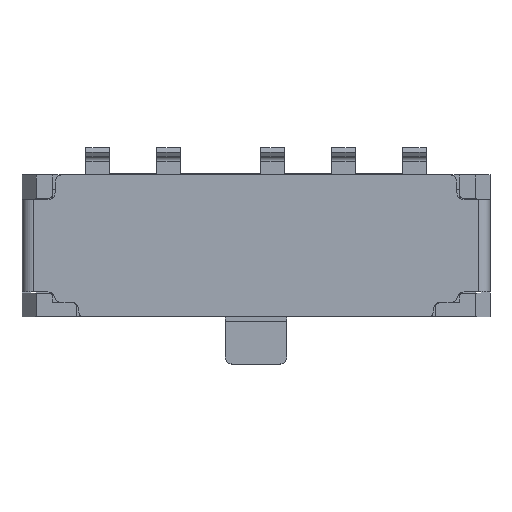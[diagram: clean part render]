
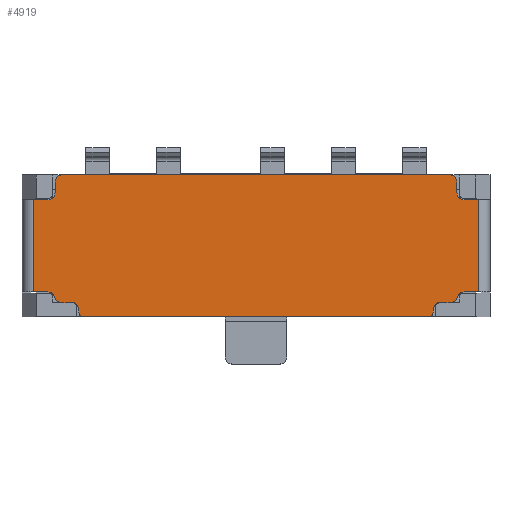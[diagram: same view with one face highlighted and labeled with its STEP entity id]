
A CAD part, top view. The second image highlights one B-rep face of the part: STEP entity #4919.
In plain terms, the highlighted planar face has unit normal (0, 0, 1).
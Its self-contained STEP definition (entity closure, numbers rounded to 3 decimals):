
#115=CIRCLE('',#5211,0.15);
#116=CIRCLE('',#5214,0.15);
#118=CIRCLE('',#5217,0.15);
#119=CIRCLE('',#5218,0.15);
#120=CIRCLE('',#5219,0.15);
#121=CIRCLE('',#5220,0.15);
#122=CIRCLE('',#5221,0.15);
#123=CIRCLE('',#5222,0.1);
#124=CIRCLE('',#5223,0.1);
#125=CIRCLE('',#5224,0.15);
#126=CIRCLE('',#5225,0.15);
#127=CIRCLE('',#5226,0.15);
#261=FACE_OUTER_BOUND('',#510,.T.);
#510=EDGE_LOOP('',(#3318,#3319,#3320,#3321,#3322,#3323,#3324,#3325,#3326,
#3327,#3328,#3329,#3330,#3331,#3332,#3333,#3334,#3335,#3336,#3337,#3338,
#3339,#3340,#3341,#3342,#3343));
#809=LINE('',#7169,#1415);
#811=LINE('',#7178,#1417);
#812=LINE('',#7182,#1418);
#813=LINE('',#7186,#1419);
#814=LINE('',#7188,#1420);
#815=LINE('',#7190,#1421);
#816=LINE('',#7196,#1422);
#817=LINE('',#7200,#1423);
#818=LINE('',#7204,#1424);
#819=LINE('',#7208,#1425);
#820=LINE('',#7212,#1426);
#821=LINE('',#7218,#1427);
#822=LINE('',#7220,#1428);
#823=LINE('',#7221,#1429);
#1415=VECTOR('',#5723,10.);
#1417=VECTOR('',#5733,10.);
#1418=VECTOR('',#5736,10.);
#1419=VECTOR('',#5739,10.);
#1420=VECTOR('',#5740,10.);
#1421=VECTOR('',#5741,10.);
#1422=VECTOR('',#5746,10.);
#1423=VECTOR('',#5749,10.);
#1424=VECTOR('',#5752,10.);
#1425=VECTOR('',#5755,10.);
#1426=VECTOR('',#5758,10.);
#1427=VECTOR('',#5763,10.);
#1428=VECTOR('',#5764,10.);
#1429=VECTOR('',#5765,10.);
#2034=VERTEX_POINT('',#7159);
#2035=VERTEX_POINT('',#7161);
#2037=VERTEX_POINT('',#7167);
#2038=VERTEX_POINT('',#7171);
#2040=VERTEX_POINT('',#7177);
#2041=VERTEX_POINT('',#7179);
#2042=VERTEX_POINT('',#7181);
#2043=VERTEX_POINT('',#7183);
#2044=VERTEX_POINT('',#7185);
#2045=VERTEX_POINT('',#7187);
#2046=VERTEX_POINT('',#7189);
#2047=VERTEX_POINT('',#7191);
#2048=VERTEX_POINT('',#7193);
#2049=VERTEX_POINT('',#7195);
#2050=VERTEX_POINT('',#7197);
#2051=VERTEX_POINT('',#7199);
#2052=VERTEX_POINT('',#7201);
#2053=VERTEX_POINT('',#7203);
#2054=VERTEX_POINT('',#7205);
#2055=VERTEX_POINT('',#7207);
#2056=VERTEX_POINT('',#7209);
#2057=VERTEX_POINT('',#7211);
#2058=VERTEX_POINT('',#7213);
#2059=VERTEX_POINT('',#7215);
#2060=VERTEX_POINT('',#7217);
#2061=VERTEX_POINT('',#7219);
#2534=EDGE_CURVE('',#2034,#2035,#115,.T.);
#2538=EDGE_CURVE('',#2034,#2037,#809,.T.);
#2539=EDGE_CURVE('',#2038,#2037,#116,.T.);
#2542=EDGE_CURVE('',#2038,#2040,#811,.T.);
#2543=EDGE_CURVE('',#2041,#2040,#118,.T.);
#2544=EDGE_CURVE('',#2041,#2042,#812,.T.);
#2545=EDGE_CURVE('',#2043,#2042,#119,.T.);
#2546=EDGE_CURVE('',#2043,#2044,#813,.T.);
#2547=EDGE_CURVE('',#2045,#2044,#814,.T.);
#2548=EDGE_CURVE('',#2045,#2046,#815,.T.);
#2549=EDGE_CURVE('',#2047,#2046,#120,.T.);
#2550=EDGE_CURVE('',#2048,#2047,#121,.T.);
#2551=EDGE_CURVE('',#2049,#2048,#816,.T.);
#2552=EDGE_CURVE('',#2050,#2049,#122,.T.);
#2553=EDGE_CURVE('',#2050,#2051,#817,.T.);
#2554=EDGE_CURVE('',#2052,#2051,#123,.T.);
#2555=EDGE_CURVE('',#2052,#2053,#818,.T.);
#2556=EDGE_CURVE('',#2054,#2053,#124,.T.);
#2557=EDGE_CURVE('',#2054,#2055,#819,.T.);
#2558=EDGE_CURVE('',#2056,#2055,#125,.T.);
#2559=EDGE_CURVE('',#2057,#2056,#820,.T.);
#2560=EDGE_CURVE('',#2058,#2057,#126,.T.);
#2561=EDGE_CURVE('',#2059,#2058,#127,.T.);
#2562=EDGE_CURVE('',#2059,#2060,#821,.T.);
#2563=EDGE_CURVE('',#2061,#2060,#822,.T.);
#2564=EDGE_CURVE('',#2061,#2035,#823,.T.);
#3318=ORIENTED_EDGE('',*,*,#2539,.F.);
#3319=ORIENTED_EDGE('',*,*,#2542,.T.);
#3320=ORIENTED_EDGE('',*,*,#2543,.F.);
#3321=ORIENTED_EDGE('',*,*,#2544,.T.);
#3322=ORIENTED_EDGE('',*,*,#2545,.F.);
#3323=ORIENTED_EDGE('',*,*,#2546,.T.);
#3324=ORIENTED_EDGE('',*,*,#2547,.F.);
#3325=ORIENTED_EDGE('',*,*,#2548,.T.);
#3326=ORIENTED_EDGE('',*,*,#2549,.F.);
#3327=ORIENTED_EDGE('',*,*,#2550,.F.);
#3328=ORIENTED_EDGE('',*,*,#2551,.F.);
#3329=ORIENTED_EDGE('',*,*,#2552,.F.);
#3330=ORIENTED_EDGE('',*,*,#2553,.T.);
#3331=ORIENTED_EDGE('',*,*,#2554,.F.);
#3332=ORIENTED_EDGE('',*,*,#2555,.T.);
#3333=ORIENTED_EDGE('',*,*,#2556,.F.);
#3334=ORIENTED_EDGE('',*,*,#2557,.T.);
#3335=ORIENTED_EDGE('',*,*,#2558,.F.);
#3336=ORIENTED_EDGE('',*,*,#2559,.F.);
#3337=ORIENTED_EDGE('',*,*,#2560,.F.);
#3338=ORIENTED_EDGE('',*,*,#2561,.F.);
#3339=ORIENTED_EDGE('',*,*,#2562,.T.);
#3340=ORIENTED_EDGE('',*,*,#2563,.F.);
#3341=ORIENTED_EDGE('',*,*,#2564,.T.);
#3342=ORIENTED_EDGE('',*,*,#2534,.F.);
#3343=ORIENTED_EDGE('',*,*,#2538,.T.);
#4736=PLANE('',#5216);
#4919=ADVANCED_FACE('',(#261),#4736,.T.);
#5211=AXIS2_PLACEMENT_3D('',#7162,#5716,#5717);
#5214=AXIS2_PLACEMENT_3D('',#7172,#5726,#5727);
#5216=AXIS2_PLACEMENT_3D('',#7176,#5731,#5732);
#5217=AXIS2_PLACEMENT_3D('',#7180,#5734,#5735);
#5218=AXIS2_PLACEMENT_3D('',#7184,#5737,#5738);
#5219=AXIS2_PLACEMENT_3D('',#7192,#5742,#5743);
#5220=AXIS2_PLACEMENT_3D('',#7194,#5744,#5745);
#5221=AXIS2_PLACEMENT_3D('',#7198,#5747,#5748);
#5222=AXIS2_PLACEMENT_3D('',#7202,#5750,#5751);
#5223=AXIS2_PLACEMENT_3D('',#7206,#5753,#5754);
#5224=AXIS2_PLACEMENT_3D('',#7210,#5756,#5757);
#5225=AXIS2_PLACEMENT_3D('',#7214,#5759,#5760);
#5226=AXIS2_PLACEMENT_3D('',#7216,#5761,#5762);
#5716=DIRECTION('center_axis',(0.,0.,1.));
#5717=DIRECTION('ref_axis',(-0.707,-0.707,0.));
#5723=DIRECTION('',(0.,1.,0.));
#5726=DIRECTION('center_axis',(0.,0.,-1.));
#5727=DIRECTION('ref_axis',(0.707,0.707,0.));
#5731=DIRECTION('center_axis',(0.,0.,1.));
#5732=DIRECTION('ref_axis',(1.,0.,0.));
#5733=DIRECTION('',(-1.,0.,0.));
#5734=DIRECTION('center_axis',(0.,0.,-1.));
#5735=DIRECTION('ref_axis',(-0.707,0.707,0.));
#5736=DIRECTION('',(0.,-1.,0.));
#5737=DIRECTION('center_axis',(0.,0.,1.));
#5738=DIRECTION('ref_axis',(0.707,-0.707,0.));
#5739=DIRECTION('',(-1.,0.,0.));
#5740=DIRECTION('',(0.,1.,0.));
#5741=DIRECTION('',(1.,0.,0.));
#5742=DIRECTION('center_axis',(0.,0.,1.));
#5743=DIRECTION('ref_axis',(0.707,0.707,0.));
#5744=DIRECTION('center_axis',(0.,0.,-1.));
#5745=DIRECTION('ref_axis',(0.,1.,0.));
#5746=DIRECTION('',(-1.,0.,0.));
#5747=DIRECTION('center_axis',(0.,0.,1.));
#5748=DIRECTION('ref_axis',(0.707,0.707,0.));
#5749=DIRECTION('',(0.,-1.,0.));
#5750=DIRECTION('center_axis',(0.,0.,-1.));
#5751=DIRECTION('ref_axis',(-0.707,-0.707,0.));
#5752=DIRECTION('',(1.,0.,0.));
#5753=DIRECTION('center_axis',(0.,0.,-1.));
#5754=DIRECTION('ref_axis',(0.707,-0.707,0.));
#5755=DIRECTION('',(0.,1.,0.));
#5756=DIRECTION('center_axis',(0.,0.,1.));
#5757=DIRECTION('ref_axis',(-0.707,0.707,0.));
#5758=DIRECTION('',(-1.,0.,0.));
#5759=DIRECTION('center_axis',(0.,0.,-1.));
#5760=DIRECTION('ref_axis',(0.,1.,0.));
#5761=DIRECTION('center_axis',(0.,0.,1.));
#5762=DIRECTION('ref_axis',(-0.707,0.707,0.));
#5763=DIRECTION('',(1.,0.,0.));
#5764=DIRECTION('',(0.,-1.,0.));
#5765=DIRECTION('',(-1.,0.,0.));
#7159=CARTESIAN_POINT('',(4.25,1.125,1.45));
#7161=CARTESIAN_POINT('',(4.4,0.975,1.45));
#7162=CARTESIAN_POINT('Origin',(4.4,1.125,1.45));
#7167=CARTESIAN_POINT('',(4.25,1.35,1.45));
#7169=CARTESIAN_POINT('',(4.25,0.975,1.45));
#7171=CARTESIAN_POINT('',(4.1,1.5,1.45));
#7172=CARTESIAN_POINT('Origin',(4.1,1.35,1.45));
#7176=CARTESIAN_POINT('Origin',(0.,0.012,1.45));
#7177=CARTESIAN_POINT('',(-4.1,1.5,1.45));
#7178=CARTESIAN_POINT('',(4.25,1.5,1.45));
#7179=CARTESIAN_POINT('',(-4.25,1.35,1.45));
#7180=CARTESIAN_POINT('Origin',(-4.1,1.35,1.45));
#7181=CARTESIAN_POINT('',(-4.25,1.125,1.45));
#7182=CARTESIAN_POINT('',(-4.25,1.5,1.45));
#7183=CARTESIAN_POINT('',(-4.4,0.975,1.45));
#7184=CARTESIAN_POINT('Origin',(-4.4,1.125,1.45));
#7185=CARTESIAN_POINT('',(-4.7,0.975,1.45));
#7186=CARTESIAN_POINT('',(-4.25,0.975,1.45));
#7187=CARTESIAN_POINT('',(-4.7,-0.975,1.45));
#7188=CARTESIAN_POINT('',(-4.7,0.493,1.45));
#7189=CARTESIAN_POINT('',(-4.4,-0.975,1.45));
#7190=CARTESIAN_POINT('',(-4.95,-0.975,1.45));
#7191=CARTESIAN_POINT('',(-4.255,-1.088,1.45));
#7192=CARTESIAN_POINT('Origin',(-4.4,-1.125,1.45));
#7193=CARTESIAN_POINT('',(-4.11,-1.2,1.45));
#7194=CARTESIAN_POINT('Origin',(-4.11,-1.05,1.45));
#7195=CARTESIAN_POINT('',(-3.9,-1.2,1.45));
#7196=CARTESIAN_POINT('',(-3.8,-1.2,1.45));
#7197=CARTESIAN_POINT('',(-3.75,-1.35,1.45));
#7198=CARTESIAN_POINT('Origin',(-3.9,-1.35,1.45));
#7199=CARTESIAN_POINT('',(-3.75,-1.4,1.45));
#7200=CARTESIAN_POINT('',(-3.75,-1.2,1.45));
#7201=CARTESIAN_POINT('',(-3.65,-1.5,1.45));
#7202=CARTESIAN_POINT('Origin',(-3.65,-1.4,1.45));
#7203=CARTESIAN_POINT('',(3.65,-1.5,1.45));
#7204=CARTESIAN_POINT('',(-3.75,-1.5,1.45));
#7205=CARTESIAN_POINT('',(3.75,-1.4,1.45));
#7206=CARTESIAN_POINT('Origin',(3.65,-1.4,1.45));
#7207=CARTESIAN_POINT('',(3.75,-1.35,1.45));
#7208=CARTESIAN_POINT('',(3.75,-1.5,1.45));
#7209=CARTESIAN_POINT('',(3.9,-1.2,1.45));
#7210=CARTESIAN_POINT('Origin',(3.9,-1.35,1.45));
#7211=CARTESIAN_POINT('',(4.11,-1.2,1.45));
#7212=CARTESIAN_POINT('',(4.3,-1.2,1.45));
#7213=CARTESIAN_POINT('',(4.255,-1.088,1.45));
#7214=CARTESIAN_POINT('Origin',(4.11,-1.05,1.45));
#7215=CARTESIAN_POINT('',(4.4,-0.975,1.45));
#7216=CARTESIAN_POINT('Origin',(4.4,-1.125,1.45));
#7217=CARTESIAN_POINT('',(4.7,-0.975,1.45));
#7218=CARTESIAN_POINT('',(4.25,-0.975,1.45));
#7219=CARTESIAN_POINT('',(4.7,0.975,1.45));
#7220=CARTESIAN_POINT('',(4.7,-0.482,1.45));
#7221=CARTESIAN_POINT('',(4.95,0.975,1.45));
